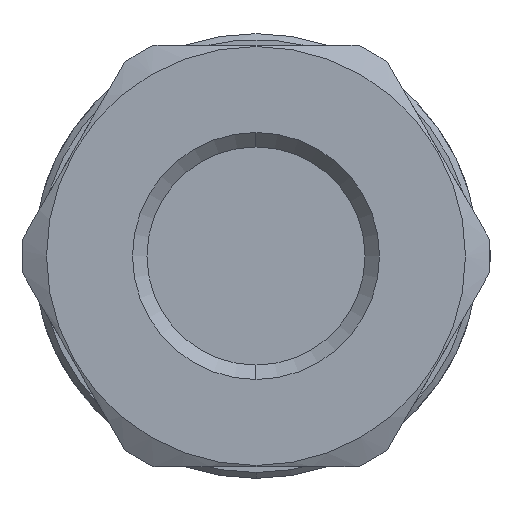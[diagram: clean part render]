
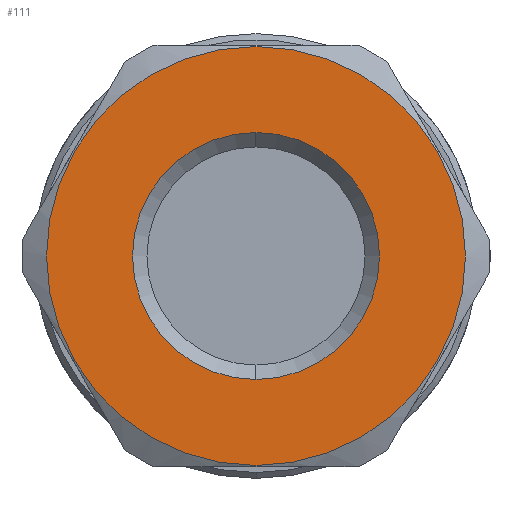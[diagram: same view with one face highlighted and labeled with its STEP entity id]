
A CAD part, left-side view. The second image highlights one B-rep face of the part: STEP entity #111.
In plain terms, the highlighted planar face has unit normal (-1, 0, 0).
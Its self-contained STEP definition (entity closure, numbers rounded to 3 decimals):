
#111 = ADVANCED_FACE ( 'NONE', ( #825, #826 ), #2917, .T. ) ;
#180 = AXIS2_PLACEMENT_3D ( 'NONE', #2916, #2856, #2876 ) ;
#825 = FACE_BOUND ( 'NONE', #1366, .T. ) ;
#826 = FACE_OUTER_BOUND ( 'NONE', #1370, .T. ) ;
#990 = CIRCLE ( 'NONE', #1626, 17.9 ) ;
#1007 = CIRCLE ( 'NONE', #1634, 10.55 ) ;
#1225 = CIRCLE ( 'NONE', #1725, 10.55 ) ;
#1226 = CIRCLE ( 'NONE', #1726, 17.9 ) ;
#1366 = EDGE_LOOP ( 'NONE', ( #2390, #2320 ) ) ;
#1370 = EDGE_LOOP ( 'NONE', ( #2385, #2386 ) ) ;
#1488 = CARTESIAN_POINT ( 'NONE',  ( -18.2, 0., 0. ) ) ;
#1489 = DIRECTION ( 'NONE',  ( 1., 0., 0. ) ) ;
#1490 = DIRECTION ( 'NONE',  ( 0., 0., -1. ) ) ;
#1491 = CARTESIAN_POINT ( 'NONE',  ( -18.2, 0., 0. ) ) ;
#1492 = DIRECTION ( 'NONE',  ( 1., 0., 0. ) ) ;
#1493 = DIRECTION ( 'NONE',  ( 0., 0., -1. ) ) ;
#1626 = AXIS2_PLACEMENT_3D ( 'NONE', #1821, #1822, #1823 ) ;
#1634 = AXIS2_PLACEMENT_3D ( 'NONE', #1932, #1933, #1934 ) ;
#1725 = AXIS2_PLACEMENT_3D ( 'NONE', #1488, #1489, #1490 ) ;
#1726 = AXIS2_PLACEMENT_3D ( 'NONE', #1491, #1492, #1493 ) ;
#1821 = CARTESIAN_POINT ( 'NONE',  ( -18.2, 0., 0. ) ) ;
#1822 = DIRECTION ( 'NONE',  ( 1., 0., 0. ) ) ;
#1823 = DIRECTION ( 'NONE',  ( 0., 0., -1. ) ) ;
#1932 = CARTESIAN_POINT ( 'NONE',  ( -18.2, 0., 0. ) ) ;
#1933 = DIRECTION ( 'NONE',  ( 1., 0., 0. ) ) ;
#1934 = DIRECTION ( 'NONE',  ( 0., 0., -1. ) ) ;
#2178 = CARTESIAN_POINT ( 'NONE',  ( -18.2, 0., 10.55 ) ) ;
#2183 = CARTESIAN_POINT ( 'NONE',  ( -18.2, 0., 17.9 ) ) ;
#2202 = CARTESIAN_POINT ( 'NONE',  ( -18.2, 0., -10.55 ) ) ;
#2224 = CARTESIAN_POINT ( 'NONE',  ( -18.2, 0., -17.9 ) ) ;
#2320 = ORIENTED_EDGE ( 'NONE', *, *, #2732, .T. ) ;
#2385 = ORIENTED_EDGE ( 'NONE', *, *, #2538, .F. ) ;
#2386 = ORIENTED_EDGE ( 'NONE', *, *, #2733, .F. ) ;
#2390 = ORIENTED_EDGE ( 'NONE', *, *, #2559, .T. ) ;
#2538 = EDGE_CURVE ( 'NONE', #2961, #2824, #990, .T. ) ;
#2559 = EDGE_CURVE ( 'NONE', #2819, #2843, #1007, .T. ) ;
#2732 = EDGE_CURVE ( 'NONE', #2843, #2819, #1225, .T. ) ;
#2733 = EDGE_CURVE ( 'NONE', #2824, #2961, #1226, .T. ) ;
#2819 = VERTEX_POINT ( 'NONE', #2178 ) ;
#2824 = VERTEX_POINT ( 'NONE', #2183 ) ;
#2843 = VERTEX_POINT ( 'NONE', #2202 ) ;
#2856 = DIRECTION ( 'NONE',  ( -1., 0., 0. ) ) ;
#2876 = DIRECTION ( 'NONE',  ( 0., 0., 1. ) ) ;
#2916 = CARTESIAN_POINT ( 'NONE',  ( -18.2, 17.9, 0. ) ) ;
#2917 = PLANE ( 'NONE',  #180 ) ;
#2961 = VERTEX_POINT ( 'NONE', #2224 ) ;
